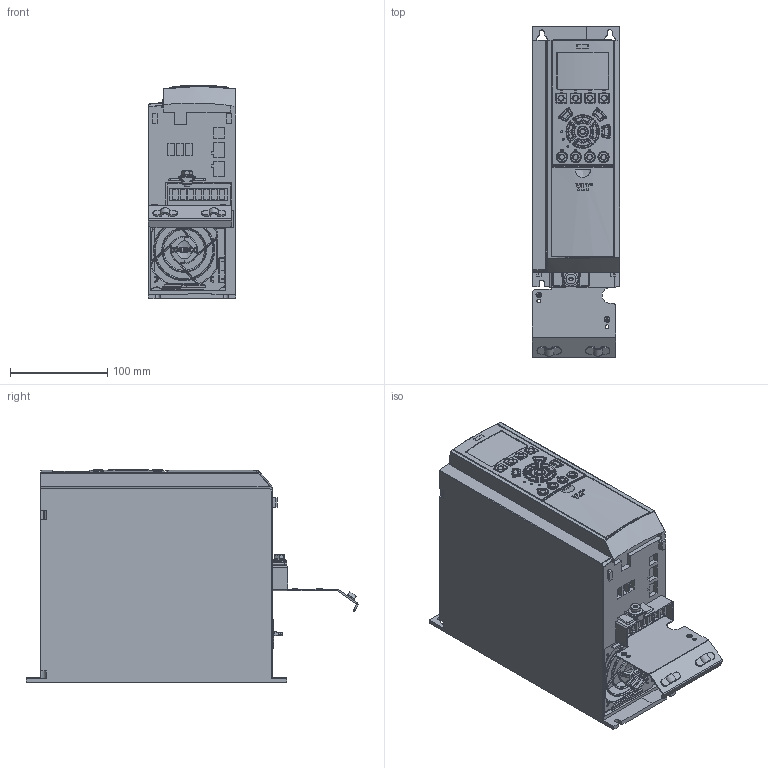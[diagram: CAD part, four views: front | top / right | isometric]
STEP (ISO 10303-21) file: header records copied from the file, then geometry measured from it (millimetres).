
FILE_DESCRIPTION((''),'2;1');
FILE_NAME('DANFOSS-FC100-A2-IP20-B-051','2019-09-04T',('U322080'),(''),'CREO PARAMETRIC BY PTC INC, 2018070','CREO PARAMETRIC BY PTC INC, 2018070','');
FILE_SCHEMA(('CONFIG_CONTROL_DESIGN'));
Products named in the file (1): DANFOSS-FC100-A2-IP20-B-051
Bounding box: 90.22 x 341 x 218.95 mm (x, y, z)
Surface area: 273239 mm2 (no closed solid volume)
Topology: 0 solids, 18 shells, 2313 faces, 5936 edges, 3674 vertices
Faces by surface type: plane 815, bspline 638, cylinder 620, torus 138, sphere 48, cone 30, extrusion 24
Entity records: 123772 total; most frequent: CARTESIAN_POINT 52113, ORIENTED_EDGE 11776, DIRECTION 8177, EDGE_CURVE 5888, VERTEX_POINT 3674, FILL_AREA_STYLE_COLOUR 3419, FILL_AREA_STYLE 3419, SURFACE_STYLE_FILL_AREA 3419
